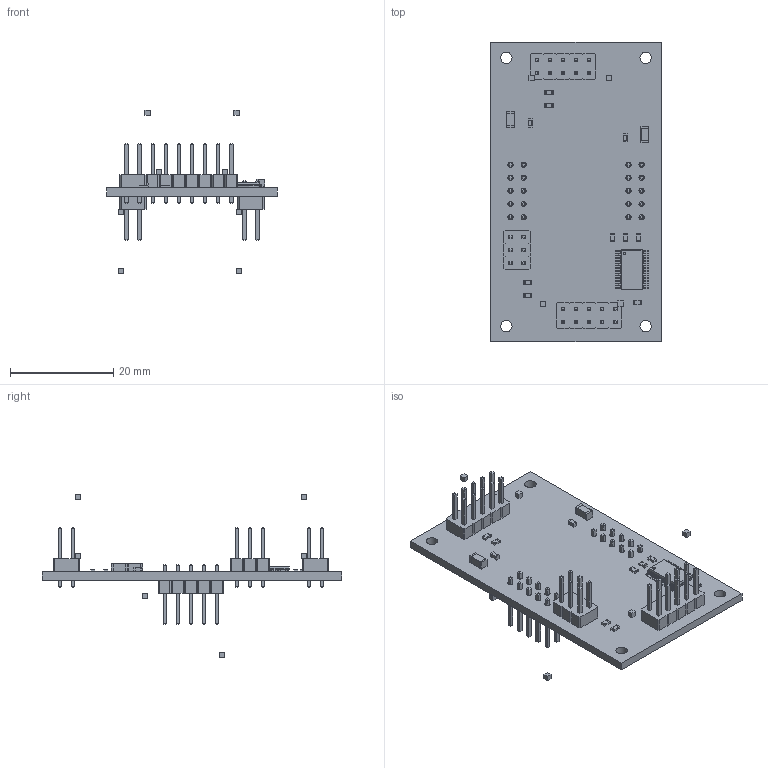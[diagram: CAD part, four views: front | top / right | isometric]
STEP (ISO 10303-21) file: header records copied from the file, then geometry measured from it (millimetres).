
FILE_DESCRIPTION(('KiCad electronic assembly'),'2;1');
FILE_NAME('REM-MH.step','2020-06-11T13:49:17',('An Author'),('A Company' ),'Open CASCADE STEP processor 6.9','KiCad to STEP converter', 'Unknown');
FILE_SCHEMA(('AUTOMOTIVE_DESIGN { 1 0 10303 214 1 1 1 1 }'));
Length unit declared in the file: millimetre
Products named in the file (16): Open CASCADE STEP translator 6.9 1; PinHeader_2x05_P2.54mm_Vertical; SOLID; Box; PinHeader_2x03_P2.54mm_Vertical; C_0603_1608Metric; C_1206_3216Metric; R_0603_1608Metric; TSSOP-24_4.4x7.8mm_P0.65mm; COMPOUND
Assembly tree (34 placements, depth 3):
  Open CASCADE STEP translator 6.9 1
    PinHeader_2x05_P2.54mm_Vertical  x4
      SOLID
    Box  x8
      SOLID
    PinHeader_2x03_P2.54mm_Vertical
      SOLID
    C_0603_1608Metric  x2
      SOLID
    C_1206_3216Metric  x2
      SOLID
    R_0603_1608Metric  x8
      SOLID
    TSSOP-24_4.4x7.8mm_P0.65mm
      SOLID
    COMPOUND
Bounding box: 33 x 58 x 31.7 mm (x, y, z)
Volume: 3952.9 mm3; surface area: 6611.3 mm2
Topology: 27 solids, 27 shells, 1806 faces, 4433 edges, 2782 vertices
Faces by surface type: plane 1499, cylinder 259, bspline 48
Full cylindrical faces by diameter (mm): 0.5 x1, 1 x46, 2.2 x4
Entity records: 62140 total; most frequent: CARTESIAN_POINT 10714, DIRECTION 8450, LINE 5863, VECTOR 5863, ORIENTED_EDGE 4482, PCURVE 4482, DEFINITIONAL_REPRESENTATION 4482, EDGE_CURVE 2241
